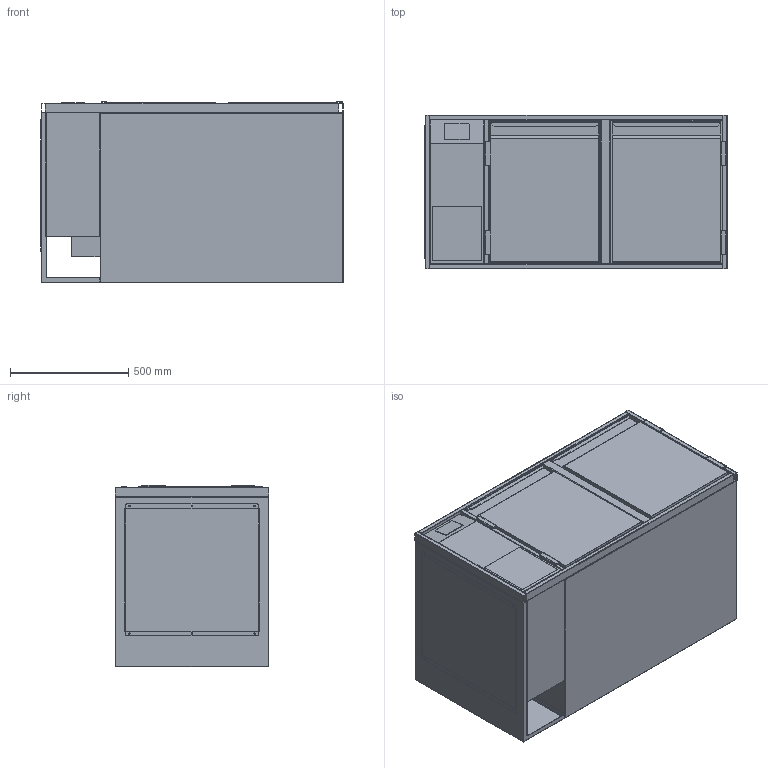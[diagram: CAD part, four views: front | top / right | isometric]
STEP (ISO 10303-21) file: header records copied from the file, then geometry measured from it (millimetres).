
FILE_DESCRIPTION (( 'STEP AP203' ), '1' );
FILE_NAME ('G-BKE-2-65-L-2T.step', '2024-02-26T13:29:57', ( '' ), ( '' ), 'SwSTEP 2.0', 'SolidWorks 2023', '' );
FILE_SCHEMA (( 'CONFIG_CONTROL_DESIGN' ));
Length unit declared in the file: millimetre
Products named in the file (10): 20-03-43318_G-KT-Rahmen-Tür-475-650; 20-03-43319_G-BK-Einbauelement-Tür-475-760-650-R; 18-06-35404_TUER-460-595-R; 20-03-43319_G-BK-Einbauelement-Tür-475-760-650-L; 18-06-35404_TUER-460-595-L; 24-02-55011_G-KT-Fach-S-L-250-760-650; 21-01-47565_G-KT-FRR-650-1280--1030B-250; G-BKE-2-65-L-2T; 20-03-43331_G-KT-Auflage-475-760-ohne-Rost; 24-02-55012_G-KT-Korpus-1030-760-650-L
Assembly tree (19 placements, depth 3):
  G-BKE-2-65-L-2T
    24-02-55012_G-KT-Korpus-1030-760-650-L
    21-01-47565_G-KT-FRR-650-1280--1030B-250
    24-02-55011_G-KT-Fach-S-L-250-760-650
    20-03-43319_G-BK-Einbauelement-Tür-475-760-650-L
      20-03-43318_G-KT-Rahmen-Tür-475-650
      18-06-35404_TUER-460-595-L
      20-03-43331_G-KT-Auflage-475-760-ohne-Rost  x5
    20-03-43319_G-BK-Einbauelement-Tür-475-760-650-R
      20-03-43318_G-KT-Rahmen-Tür-475-650
      18-06-35404_TUER-460-595-R
      20-03-43331_G-KT-Auflage-475-760-ohne-Rost  x5
Bounding box: 1281 x 650 x 767.5 mm (x, y, z)
Volume: 24005236.4 mm3; surface area: 13859671.3 mm2
Topology: 29 solids, 34 shells, 922 faces, 2180 edges, 1308 vertices
Faces by surface type: plane 556, cylinder 286, sphere 34, torus 32, bspline 14
Entity records: 19596 total; most frequent: CARTESIAN_POINT 3645, DIRECTION 3124, ORIENTED_EDGE 2976, EDGE_CURVE 1490, AXIS2_PLACEMENT_3D 1079, LINE 966, VECTOR 966, VERTEX_POINT 916
